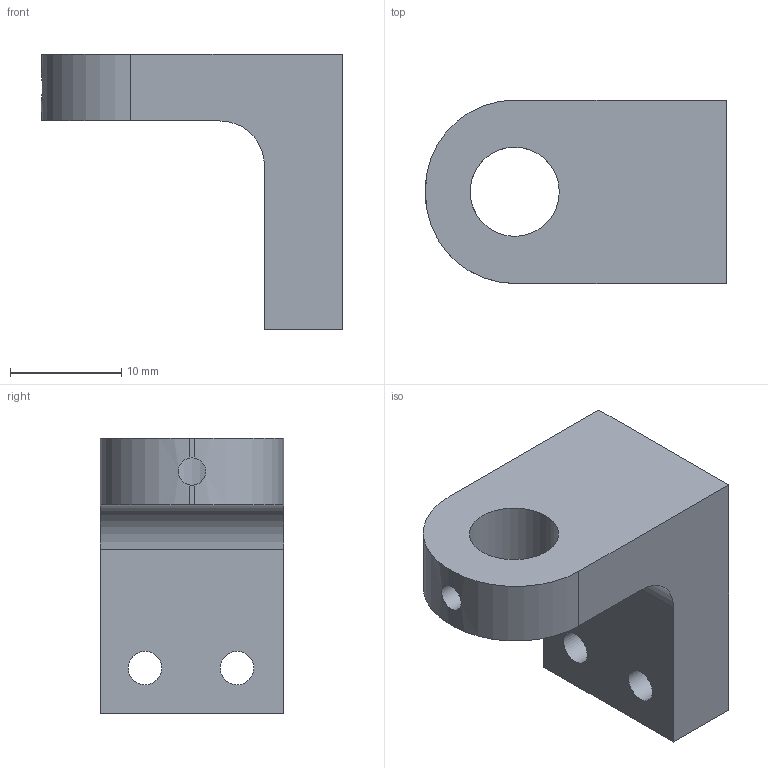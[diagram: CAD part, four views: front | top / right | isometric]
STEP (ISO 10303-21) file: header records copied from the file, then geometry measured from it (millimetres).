
FILE_DESCRIPTION(/* description */ (''),/* implementation_level */ '2;1');
FILE_NAME(/* name */ 'Stereotaxic_mounting.stp',/* time_stamp */ '2024-04-17T14:35:26+02:00',/* author */ ('faricci'),/* organization */ (''),/* preprocessor_version */ 'ST-DEVELOPER v20',/* originating_system */ 'Autodesk Inventor 2025',/* authorisation */ '');
FILE_SCHEMA (('AUTOMOTIVE_DESIGN { 1 0 10303 214 3 1 1 }'));
Length unit declared in the file: millimetre
Products named in the file (1): Stereotaxic_mounting
Bounding box: 27 x 16.45 x 24.75 mm (x, y, z)
Volume: 4295.6 mm3; surface area: 2347.2 mm2
Topology: 1 solids, 1 shells, 16 faces, 46 edges, 31 vertices
Faces by surface type: plane 9, cylinder 7
Full cylindrical faces by diameter (mm): 2.459 x1, 3 x2, 8 x1
Entity records: 663 total; most frequent: CARTESIAN_POINT 164, ORIENTED_EDGE 92, DIRECTION 91, EDGE_CURVE 46, AXIS2_PLACEMENT_3D 32, VERTEX_POINT 31, LINE 27, VECTOR 27
